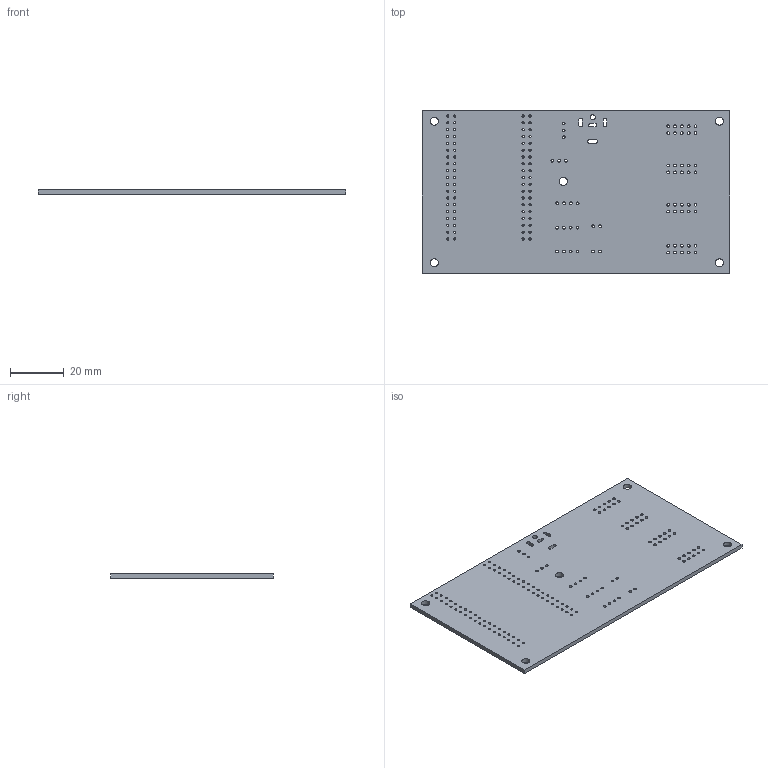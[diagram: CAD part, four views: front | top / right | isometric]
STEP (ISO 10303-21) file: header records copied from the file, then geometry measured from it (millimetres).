
FILE_DESCRIPTION(('FreeCAD Model'),'2;1');
FILE_NAME('ufcs.step', '2017-06-26T17:42:33',('kicad StepUp'),('ksu MCAD'), 'Open CASCADE STEP processor 6.8','FreeCAD','Unknown');
FILE_SCHEMA(('AUTOMOTIVE_DESIGN_CC2 { 1 2 10303 214 -1 1 5 4 }'));
Length unit declared in the file: millimetre
Products named in the file (2): ASSEMBLY; Pcb
Assembly tree (1 placements, depth 2):
  ASSEMBLY
    Pcb
Bounding box: 114.3 x 60.33 x 1.6 mm (x, y, z)
Volume: 10803.8 mm3; surface area: 14821.7 mm2
Topology: 1 solids, 1 shells, 174 faces, 516 edges, 344 vertices
Faces by surface type: cylinder 160, plane 14
Full cylindrical faces by diameter (mm): 0.8 x76, 1 x22, 1.016 x40, 1.8 x1, 3.048 x5
Entity records: 13343 total; most frequent: DIRECTION 2204, CARTESIAN_POINT 2084, ORIENTED_EDGE 1032, PCURVE 1032, DEFINITIONAL_REPRESENTATION 1032, LINE 892, VECTOR 892, CIRCLE 640
